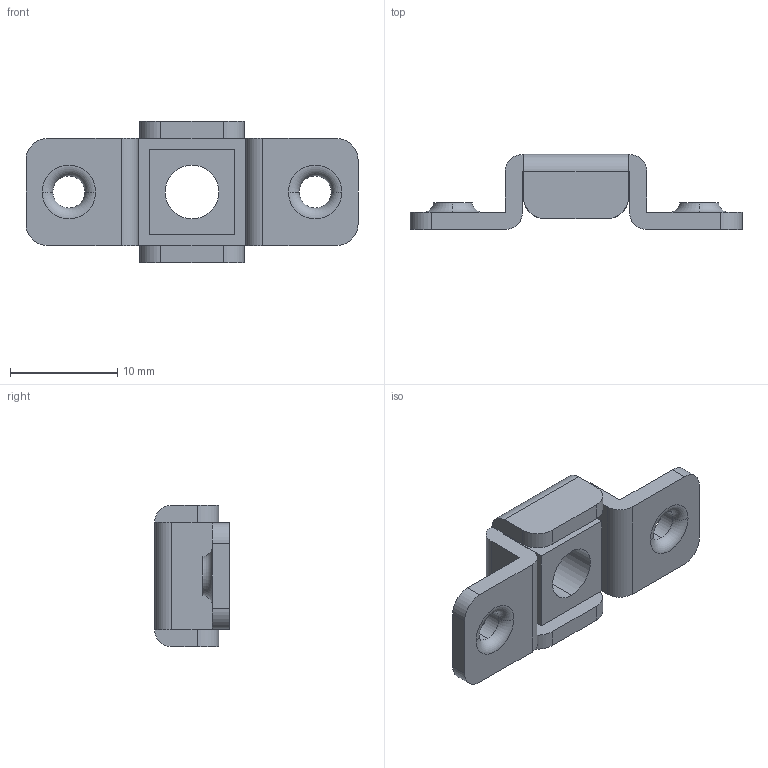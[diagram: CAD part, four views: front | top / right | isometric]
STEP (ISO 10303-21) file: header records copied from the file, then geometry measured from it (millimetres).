
FILE_DESCRIPTION (( 'STEP AP203' ), '1' );
FILE_NAME ('C-176-A-M5.STEP', '2013-08-28T07:56:05', ( '11sw' ), ( 'タキゲン製造株式会社' ), 'SwSTEP 2.0', 'SolidWorks 2012', '' );
FILE_SCHEMA (( 'CONFIG_CONTROL_DESIGN' ));
Length unit declared in the file: millimetre
Products named in the file (3): C-176-A四角ナット__C-176-A-3(M5); C-176-A儀乕僗__C-176-A-3(M5); C-176-A-M5
Assembly tree (2 placements, depth 2):
  C-176-A-M5
    C-176-A儀乕僗__C-176-A-3(M5)
    C-176-A四角ナット__C-176-A-3(M5)
Bounding box: 31 x 7 x 13.2 mm (x, y, z)
Volume: 912.8 mm3; surface area: 1464.2 mm2
Topology: 2 solids, 2 shells, 64 faces, 166 edges, 108 vertices
Faces by surface type: plane 34, cylinder 22, torus 8
Entity records: 2295 total; most frequent: DIRECTION 372, CARTESIAN_POINT 343, ORIENTED_EDGE 332, EDGE_CURVE 166, AXIS2_PLACEMENT_3D 137, VERTEX_POINT 108, VECTOR 98, LINE 98
